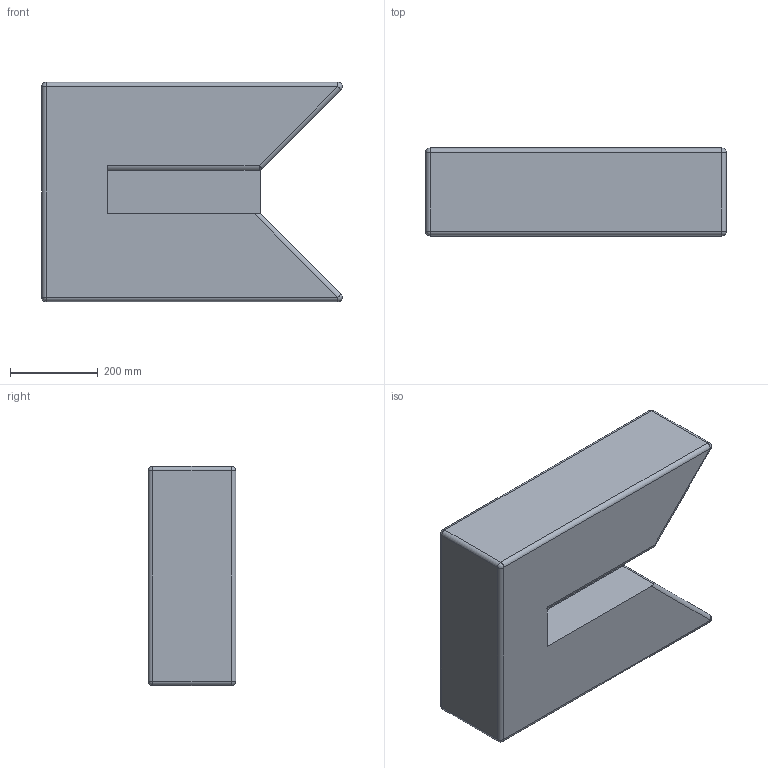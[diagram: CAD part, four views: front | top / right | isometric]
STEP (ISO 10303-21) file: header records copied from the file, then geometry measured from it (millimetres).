
FILE_DESCRIPTION(/* description */ (''),/* implementation_level */ '2;1');
FILE_NAME(/* name */ 'Chassis.stp',/* time_stamp */ '2023-11-10T07:27:17+01:00',/* author */ ('ticho'),/* organization */ (''),/* preprocessor_version */ 'ST-DEVELOPER v19.2',/* originating_system */ 'Autodesk Inventor 2024',/* authorisation */ '');
FILE_SCHEMA (('AUTOMOTIVE_DESIGN { 1 0 10303 214 3 1 1 }'));
Length unit declared in the file: inch
Products named in the file (1): Chassis
Bounding box: 685.84 x 200 x 500 mm (x, y, z)
Volume: 54273226.9 mm3; surface area: 1129284.2 mm2
Topology: 1 solids, 1 shells, 39 faces, 82 edges, 45 vertices
Faces by surface type: cylinder 18, plane 12, sphere 9
Entity records: 1111 total; most frequent: DIRECTION 196, CARTESIAN_POINT 167, ORIENTED_EDGE 164, EDGE_CURVE 82, AXIS2_PLACEMENT_3D 74, LINE 48, VECTOR 48, VERTEX_POINT 45
